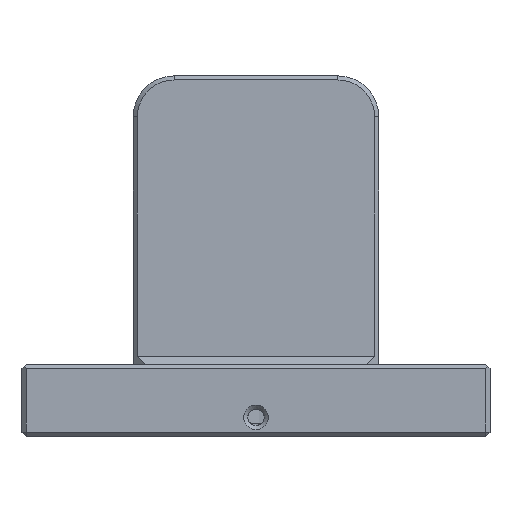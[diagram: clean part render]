
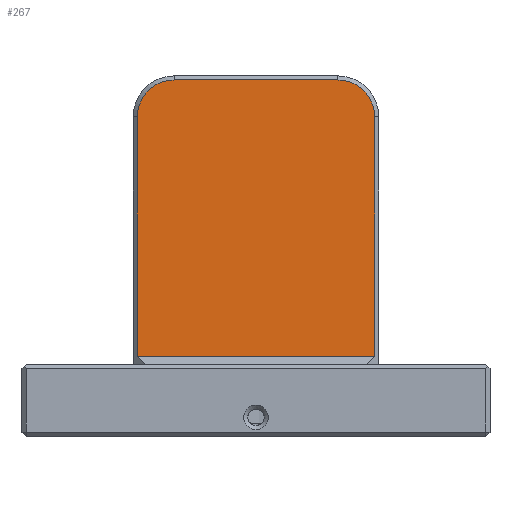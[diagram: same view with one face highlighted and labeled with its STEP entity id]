
A CAD part, front view. The second image highlights one B-rep face of the part: STEP entity #267.
In plain terms, the highlighted planar face has unit normal (0, -1, 0).
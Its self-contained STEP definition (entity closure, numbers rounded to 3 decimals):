
#267 = ADVANCED_FACE( '', ( #676 ), #677, .F. );
#676 = FACE_OUTER_BOUND( '', #1251, .T. );
#677 = PLANE( '', #1252 );
#1251 = EDGE_LOOP( '', ( #2052, #2053, #2054, #2055, #2056, #2057 ) );
#1252 = AXIS2_PLACEMENT_3D( '', #2058, #2059, #2060 );
#2052 = ORIENTED_EDGE( '', *, *, #3433, .T. );
#2053 = ORIENTED_EDGE( '', *, *, #3434, .T. );
#2054 = ORIENTED_EDGE( '', *, *, #3435, .T. );
#2055 = ORIENTED_EDGE( '', *, *, #3393, .T. );
#2056 = ORIENTED_EDGE( '', *, *, #3436, .T. );
#2057 = ORIENTED_EDGE( '', *, *, #3437, .T. );
#2058 = CARTESIAN_POINT( '', ( 0., 28.575, 0. ) );
#2059 = DIRECTION( '', ( 0., 1., 0. ) );
#2060 = DIRECTION( '', ( 0., 0., 1. ) );
#3393 = EDGE_CURVE( '', #4120, #4118, #4121, .F. );
#3433 = EDGE_CURVE( '', #4183, #4184, #4185, .T. );
#3434 = EDGE_CURVE( '', #4184, #4186, #4187, .T. );
#3435 = EDGE_CURVE( '', #4186, #4120, #4188, .T. );
#3436 = EDGE_CURVE( '', #4118, #4189, #4190, .T. );
#3437 = EDGE_CURVE( '', #4189, #4183, #4191, .F. );
#4118 = VERTEX_POINT( '', #5164 );
#4120 = VERTEX_POINT( '', #5167 );
#4121 = CIRCLE( '', #5168, 4.5 );
#4183 = VERTEX_POINT( '', #5257 );
#4184 = VERTEX_POINT( '', #5258 );
#4185 = LINE( '', #5259, #5260 );
#4186 = VERTEX_POINT( '', #5261 );
#4187 = LINE( '', #5262, #5263 );
#4188 = LINE( '', #5264, #5265 );
#4189 = VERTEX_POINT( '', #5266 );
#4190 = LINE( '', #5267, #5268 );
#4191 = CIRCLE( '', #5269, 4.5 );
#5164 = CARTESIAN_POINT( '', ( 10., 28.575, 43.5 ) );
#5167 = CARTESIAN_POINT( '', ( 14.5, 28.575, 39. ) );
#5168 = AXIS2_PLACEMENT_3D( '', #6171, #6172, #6173 );
#5257 = CARTESIAN_POINT( '', ( -14.5, 28.575, 39. ) );
#5258 = CARTESIAN_POINT( '', ( -14.5, 28.575, 9.75 ) );
#5259 = CARTESIAN_POINT( '', ( -14.5, 28.575, 0. ) );
#5260 = VECTOR( '', #6216, 1000. );
#5261 = CARTESIAN_POINT( '', ( 14.5, 28.575, 9.75 ) );
#5262 = CARTESIAN_POINT( '', ( 0., 28.575, 9.75 ) );
#5263 = VECTOR( '', #6217, 1000. );
#5264 = CARTESIAN_POINT( '', ( 14.5, 28.575, 0. ) );
#5265 = VECTOR( '', #6218, 1000. );
#5266 = CARTESIAN_POINT( '', ( -10., 28.575, 43.5 ) );
#5267 = CARTESIAN_POINT( '', ( 0., 28.575, 43.5 ) );
#5268 = VECTOR( '', #6219, 1000. );
#5269 = AXIS2_PLACEMENT_3D( '', #6220, #6221, #6222 );
#6171 = CARTESIAN_POINT( '', ( 10., 28.575, 39. ) );
#6172 = DIRECTION( '', ( 0., 1., 0. ) );
#6173 = DIRECTION( '', ( 0., 0., 1. ) );
#6216 = DIRECTION( '', ( 0., 0., -1. ) );
#6217 = DIRECTION( '', ( 1., 0., 0. ) );
#6218 = DIRECTION( '', ( 0., 0., 1. ) );
#6219 = DIRECTION( '', ( -1., 0., 0. ) );
#6220 = CARTESIAN_POINT( '', ( -10., 28.575, 39. ) );
#6221 = DIRECTION( '', ( 0., 1., 0. ) );
#6222 = DIRECTION( '', ( 0., 0., 1. ) );
